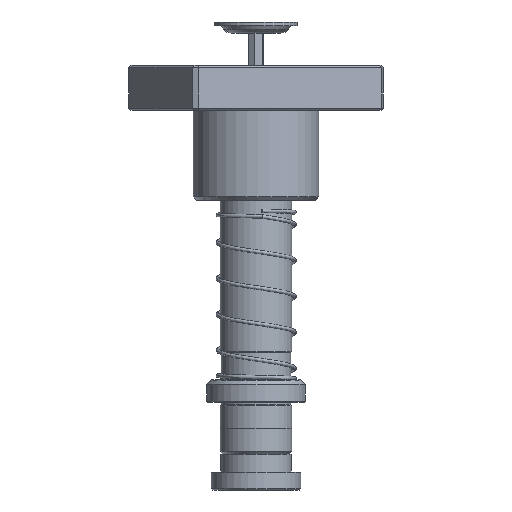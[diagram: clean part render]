
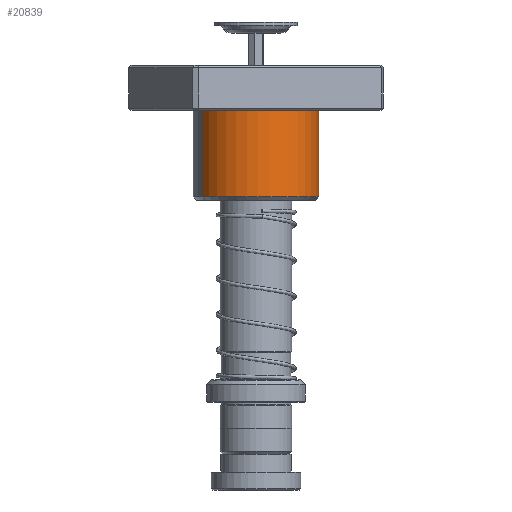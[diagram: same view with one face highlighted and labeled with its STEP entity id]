
A CAD part, front view. The second image highlights one B-rep face of the part: STEP entity #20839.
In plain terms, the highlighted cylindrical face has radius 28 mm (diameter 56 mm), a partial arc.
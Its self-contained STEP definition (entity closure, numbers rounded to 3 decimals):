
#1364 = CARTESIAN_POINT ( 'NONE',  ( 0., 0., 60. ) ) ;
#1658 = ORIENTED_EDGE ( 'NONE', *, *, #32407, .T. ) ;
#3707 = VERTEX_POINT ( 'NONE', #33215 ) ;
#4553 = VERTEX_POINT ( 'NONE', #8967 ) ;
#8967 = CARTESIAN_POINT ( 'NONE',  ( 28., 0., 58.5 ) ) ;
#9746 = ORIENTED_EDGE ( 'NONE', *, *, #31746, .T. ) ;
#10103 = ORIENTED_EDGE ( 'NONE', *, *, #34869, .T. ) ;
#10509 = CARTESIAN_POINT ( 'NONE',  ( -28., 0., 60. ) ) ;
#10819 = FACE_OUTER_BOUND ( 'NONE', #21269, .T. ) ;
#11923 = DIRECTION ( 'NONE',  ( 0., 0., 1. ) ) ;
#12138 = AXIS2_PLACEMENT_3D ( 'NONE', #32430, #41089, #19905 ) ;
#14976 = VERTEX_POINT ( 'NONE', #51823 ) ;
#15710 = DIRECTION ( 'NONE',  ( 0., 0., 1. ) ) ;
#15924 = CIRCLE ( 'NONE', #12138, 28. ) ;
#17064 = AXIS2_PLACEMENT_3D ( 'NONE', #1364, #39924, #48945 ) ;
#18284 = AXIS2_PLACEMENT_3D ( 'NONE', #37515, #15710, #50850 ) ;
#19905 = DIRECTION ( 'NONE',  ( 1., 0., 0. ) ) ;
#20839 = ADVANCED_FACE ( 'NONE', ( #10819 ), #39268, .T. ) ;
#21269 = EDGE_LOOP ( 'NONE', ( #30975, #29544, #9746, #1658, #10103 ) ) ;
#21373 = CIRCLE ( 'NONE', #18284, 28. ) ;
#28355 = CARTESIAN_POINT ( 'NONE',  ( -28., 0., 20. ) ) ;
#28756 = EDGE_CURVE ( 'NONE', #4553, #3707, #15924, .T. ) ;
#29544 = ORIENTED_EDGE ( 'NONE', *, *, #28756, .T. ) ;
#30975 = ORIENTED_EDGE ( 'NONE', *, *, #39734, .F. ) ;
#31746 = EDGE_CURVE ( 'NONE', #3707, #32715, #51643, .T. ) ;
#31905 = DIRECTION ( 'NONE',  ( 0., 0., -1. ) ) ;
#32407 = EDGE_CURVE ( 'NONE', #32715, #54030, #21373, .T. ) ;
#32430 = CARTESIAN_POINT ( 'NONE',  ( 0., 0., 58.5 ) ) ;
#32715 = VERTEX_POINT ( 'NONE', #28355 ) ;
#33215 = CARTESIAN_POINT ( 'NONE',  ( -28., 0., 58.5 ) ) ;
#33382 = AXIS2_PLACEMENT_3D ( 'NONE', #42148, #11923, #38213 ) ;
#34869 = EDGE_CURVE ( 'NONE', #54030, #14976, #49751, .T. ) ;
#37094 = CARTESIAN_POINT ( 'NONE',  ( 28., 0., 60. ) ) ;
#37515 = CARTESIAN_POINT ( 'NONE',  ( 0., 0., 20. ) ) ;
#38213 = DIRECTION ( 'NONE',  ( 1., 0., 0. ) ) ;
#39268 = CYLINDRICAL_SURFACE ( 'NONE', #17064, 28. ) ;
#39570 = VECTOR ( 'NONE', #41597, 1000. ) ;
#39734 = EDGE_CURVE ( 'NONE', #4553, #14976, #44920, .T. ) ;
#39924 = DIRECTION ( 'NONE',  ( 0., 0., -1. ) ) ;
#41089 = DIRECTION ( 'NONE',  ( 0., 0., -1. ) ) ;
#41597 = DIRECTION ( 'NONE',  ( 0., 0., -1. ) ) ;
#42148 = CARTESIAN_POINT ( 'NONE',  ( 0., 0., 20. ) ) ;
#44920 = LINE ( 'NONE', #37094, #39570 ) ;
#46788 = CARTESIAN_POINT ( 'NONE',  ( 0., -28., 20. ) ) ;
#46922 = VECTOR ( 'NONE', #31905, 1000. ) ;
#48945 = DIRECTION ( 'NONE',  ( -1., 0., 0. ) ) ;
#49751 = CIRCLE ( 'NONE', #33382, 28. ) ;
#50850 = DIRECTION ( 'NONE',  ( 1., 0., 0. ) ) ;
#51643 = LINE ( 'NONE', #10509, #46922 ) ;
#51823 = CARTESIAN_POINT ( 'NONE',  ( 28., 0., 20. ) ) ;
#54030 = VERTEX_POINT ( 'NONE', #46788 ) ;
